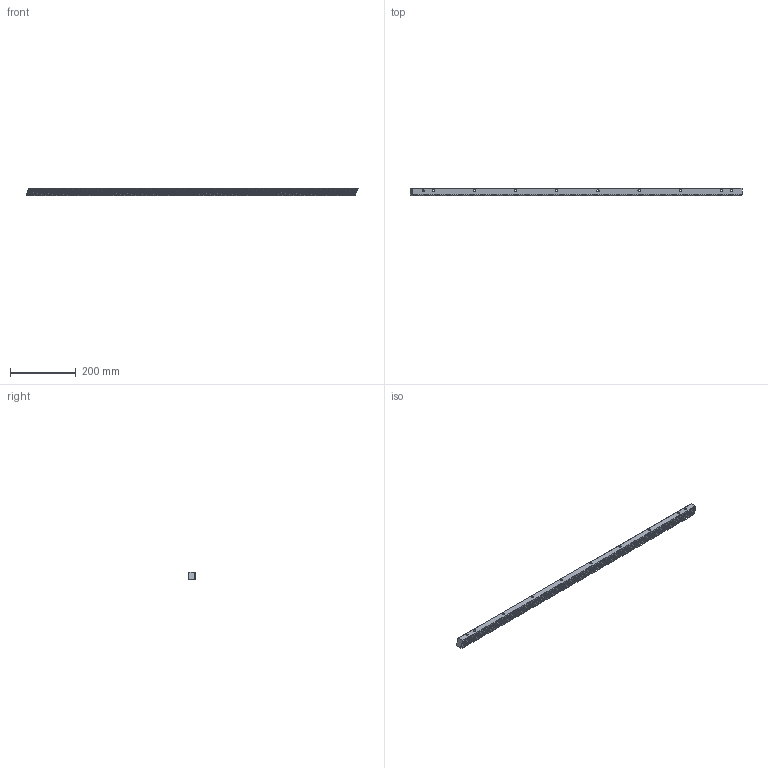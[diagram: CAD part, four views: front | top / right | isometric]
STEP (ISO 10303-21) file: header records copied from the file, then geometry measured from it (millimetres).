
FILE_DESCRIPTION(/* description */ ('Alibre Inc.'),/* implementation_level */ '2;1');
FILE_NAME(/* name */ 'export-0A7D8B22-EDC8-4660-B141-BE8366602F99',/* time_stamp */ '2020-11-24T20:42:26+01:00',/* author */ (''),/* organization */ (''),/* preprocessor_version */ 'ST-DEVELOPER v17',/* originating_system */ 'Alibre',/* authorisation */ '');
FILE_SCHEMA (('AUTOMOTIVE_DESIGN'));
Length unit declared in the file: millimetre
Products named in the file (1): 1HR26R020100H
Bounding box: 1008.51 x 24 x 24 mm (x, y, z)
Volume: 511329.2 mm3; surface area: 120516.1 mm2
Topology: 1 solids, 1 shells, 933 faces, 2787 edges, 1864 vertices
Faces by surface type: plane 615, bspline 300, cylinder 18
Full cylindrical faces by diameter (mm): 5.7 x2, 7 x8, 11 x8
Entity records: 31029 total; most frequent: CARTESIAN_POINT 7066, ORIENTED_EDGE 5574, DIRECTION 4056, EDGE_CURVE 2787, VECTOR 2133, LINE 2133, VERTEX_POINT 1864, AXIS2_PLACEMENT_3D 1269
